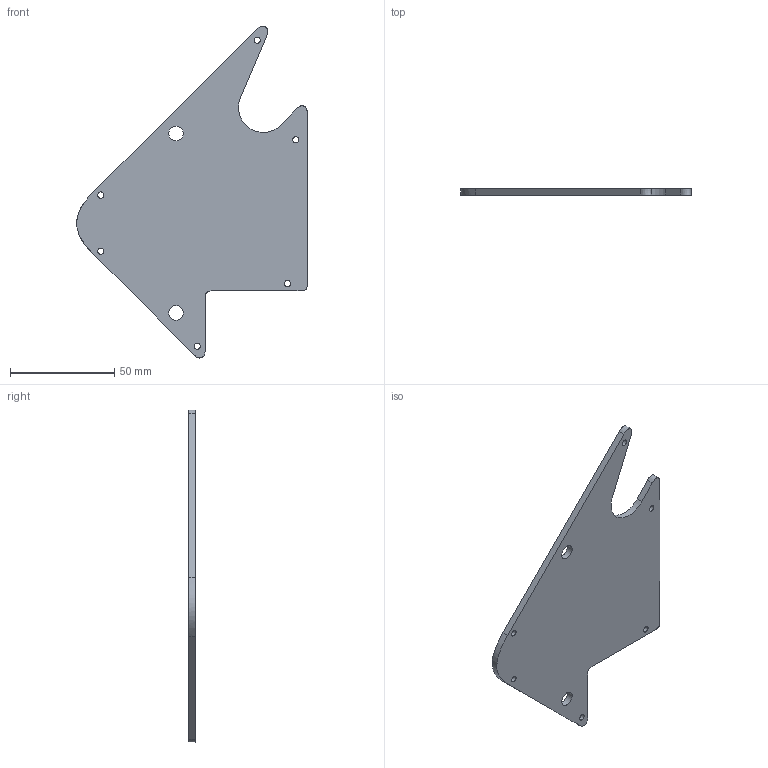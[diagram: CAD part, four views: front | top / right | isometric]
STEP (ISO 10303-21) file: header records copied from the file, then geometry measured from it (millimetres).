
FILE_DESCRIPTION(/* description */ (''),/* implementation_level */ '2;1');
FILE_NAME(/* name */ 'Top Cover Left.step',/* time_stamp */ '2022-05-18T19:04:28-04:00',/* author */ (''),/* organization */ (''),/* preprocessor_version */ 'ST-DEVELOPER v18.1',/* originating_system */ 'Autodesk Translation Framework v10.14.0.1471',/* authorisation */ '');
FILE_SCHEMA (('AUTOMOTIVE_DESIGN { 1 0 10303 214 3 1 1 }'));
Length unit declared in the file: millimetre
Products named in the file (1): Top Cover Left upper 
Bounding box: 110.56 x 3.17 x 159.19 mm (x, y, z)
Volume: 28978.1 mm3; surface area: 20084.9 mm2
Topology: 1 solids, 1 shells, 24 faces, 66 edges, 44 vertices
Faces by surface type: cylinder 9, plane 9, bspline 6
Full cylindrical faces by diameter (mm): 3 x6, 7 x2
Entity records: 1156 total; most frequent: CARTESIAN_POINT 517, ORIENTED_EDGE 132, DIRECTION 98, EDGE_CURVE 66, VERTEX_POINT 44, EDGE_LOOP 40, AXIS2_PLACEMENT_3D 37, B_SPLINE_CURVE_WITH_KNOTS 24
